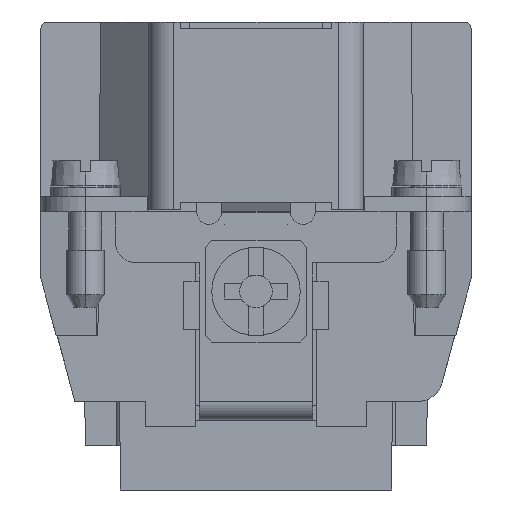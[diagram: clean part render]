
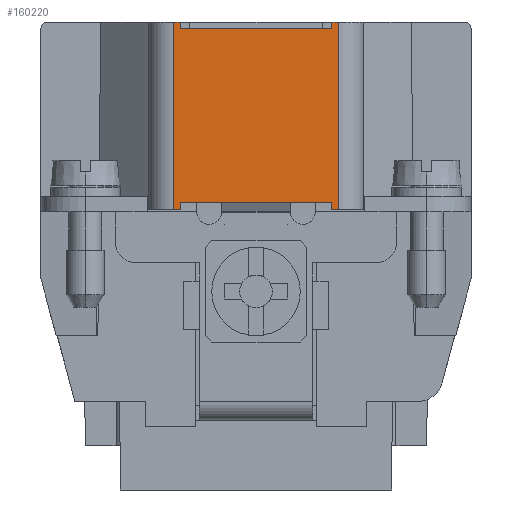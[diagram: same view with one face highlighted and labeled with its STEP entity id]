
A CAD part, left-side view. The second image highlights one B-rep face of the part: STEP entity #160220.
In plain terms, the highlighted face is planar.
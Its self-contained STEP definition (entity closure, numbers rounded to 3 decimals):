
#156780=CARTESIAN_POINT('',(110.,23.,-1.7));
#156790=VERTEX_POINT('',#156780);
#156820=CARTESIAN_POINT('',(110.,23.,0.));
#156830=DIRECTION('',(0.,0.,-1.));
#156840=VECTOR('',#156830,1.);
#156850=LINE('',#156820,#156840);
#156860=CARTESIAN_POINT('',(110.,23.,-2.2));
#156870=VERTEX_POINT('',#156860);
#156880=EDGE_CURVE('',#156790,#156870,#156850,.T.);
#157100=CARTESIAN_POINT('',(110.,23.,-16.));
#157110=VERTEX_POINT('',#157100);
#157140=CARTESIAN_POINT('',(110.,23.,0.));
#157150=DIRECTION('',(0.,0.,-1.));
#157160=VECTOR('',#157150,1.);
#157170=LINE('',#157140,#157160);
#157180=CARTESIAN_POINT('',(110.,23.,-16.5));
#157190=VERTEX_POINT('',#157180);
#157200=EDGE_CURVE('',#157110,#157190,#157170,.T.);
#159450=CARTESIAN_POINT('',(110.,8.5,-1.5));
#159460=DIRECTION('',(1.,0.,0.));
#159470=DIRECTION('',(0.,1.,0.));
#159480=AXIS2_PLACEMENT_3D('',#159450,#159460,#159470);
#159490=PLANE('',#159480);
#159500=CARTESIAN_POINT('',(110.,25.5,-1.7));
#159510=DIRECTION('',(0.,-1.,0.));
#159520=VECTOR('',#159510,1.);
#159530=LINE('',#159500,#159520);
#159540=CARTESIAN_POINT('',(110.,11.,-1.7));
#159550=VERTEX_POINT('',#159540);
#159560=CARTESIAN_POINT('',(110.,10.5,-1.7));
#159570=VERTEX_POINT('',#159560);
#159580=EDGE_CURVE('',#159550,#159570,#159530,.T.);
#159590=ORIENTED_EDGE('',*,*,#159580,.T.);
#159600=CARTESIAN_POINT('',(110.,11.,0.));
#159610=DIRECTION('',(0.,0.,1.));
#159620=VECTOR('',#159610,1.);
#159630=LINE('',#159600,#159620);
#159640=CARTESIAN_POINT('',(110.,11.,-2.2));
#159650=VERTEX_POINT('',#159640);
#159660=EDGE_CURVE('',#159650,#159550,#159630,.T.);
#159670=ORIENTED_EDGE('',*,*,#159660,.T.);
#159680=CARTESIAN_POINT('',(110.,0.,-2.2));
#159690=DIRECTION('',(0.,-1.,0.));
#159700=VECTOR('',#159690,1.);
#159710=LINE('',#159680,#159700);
#159720=EDGE_CURVE('',#156870,#159650,#159710,.T.);
#159730=ORIENTED_EDGE('',*,*,#159720,.T.);
#159740=ORIENTED_EDGE('',*,*,#156880,.T.);
#159750=CARTESIAN_POINT('',(110.,23.5,-1.7));
#159760=VERTEX_POINT('',#159750);
#159770=EDGE_CURVE('',#159760,#156790,#159530,.T.);
#159780=ORIENTED_EDGE('',*,*,#159770,.T.);
#159790=CARTESIAN_POINT('',(110.,23.5,0.));
#159800=DIRECTION('',(0.,0.,-1.));
#159810=VECTOR('',#159800,1.);
#159820=LINE('',#159790,#159810);
#159830=CARTESIAN_POINT('',(110.,23.5,-16.5));
#159840=VERTEX_POINT('',#159830);
#159850=EDGE_CURVE('',#159760,#159840,#159820,.T.);
#159860=ORIENTED_EDGE('',*,*,#159850,.F.);
#159870=CARTESIAN_POINT('',(110.,25.5,-16.5));
#159880=DIRECTION('',(0.,-1.,0.));
#159890=VECTOR('',#159880,1.);
#159900=LINE('',#159870,#159890);
#159910=EDGE_CURVE('',#159840,#157190,#159900,.T.);
#159920=ORIENTED_EDGE('',*,*,#159910,.F.);
#159930=ORIENTED_EDGE('',*,*,#157200,.T.);
#159940=CARTESIAN_POINT('',(110.,0.,-16.));
#159950=DIRECTION('',(0.,1.,0.));
#159960=VECTOR('',#159950,1.);
#159970=LINE('',#159940,#159960);
#159980=CARTESIAN_POINT('',(110.,11.,-16.));
#159990=VERTEX_POINT('',#159980);
#160000=EDGE_CURVE('',#159990,#157110,#159970,.T.);
#160010=ORIENTED_EDGE('',*,*,#160000,.T.);
#160020=CARTESIAN_POINT('',(110.,11.,0.));
#160030=DIRECTION('',(0.,0.,1.));
#160040=VECTOR('',#160030,1.);
#160050=LINE('',#160020,#160040);
#160060=CARTESIAN_POINT('',(110.,11.,-16.5));
#160070=VERTEX_POINT('',#160060);
#160080=EDGE_CURVE('',#160070,#159990,#160050,.T.);
#160090=ORIENTED_EDGE('',*,*,#160080,.T.);
#160100=CARTESIAN_POINT('',(110.,10.5,-16.5));
#160110=VERTEX_POINT('',#160100);
#160120=EDGE_CURVE('',#160070,#160110,#159900,.T.);
#160130=ORIENTED_EDGE('',*,*,#160120,.F.);
#160140=CARTESIAN_POINT('',(110.,10.5,0.));
#160150=DIRECTION('',(0.,0.,-1.));
#160160=VECTOR('',#160150,1.);
#160170=LINE('',#160140,#160160);
#160180=EDGE_CURVE('',#159570,#160110,#160170,.T.);
#160190=ORIENTED_EDGE('',*,*,#160180,.T.);
#160200=EDGE_LOOP('',(#160190,#160130,#160090,#160010,#159930,#159920,
#159860,#159780,#159740,#159730,#159670,#159590));
#160210=FACE_OUTER_BOUND('',#160200,.T.);
#160220=ADVANCED_FACE('',(#160210),#159490,.T.);
